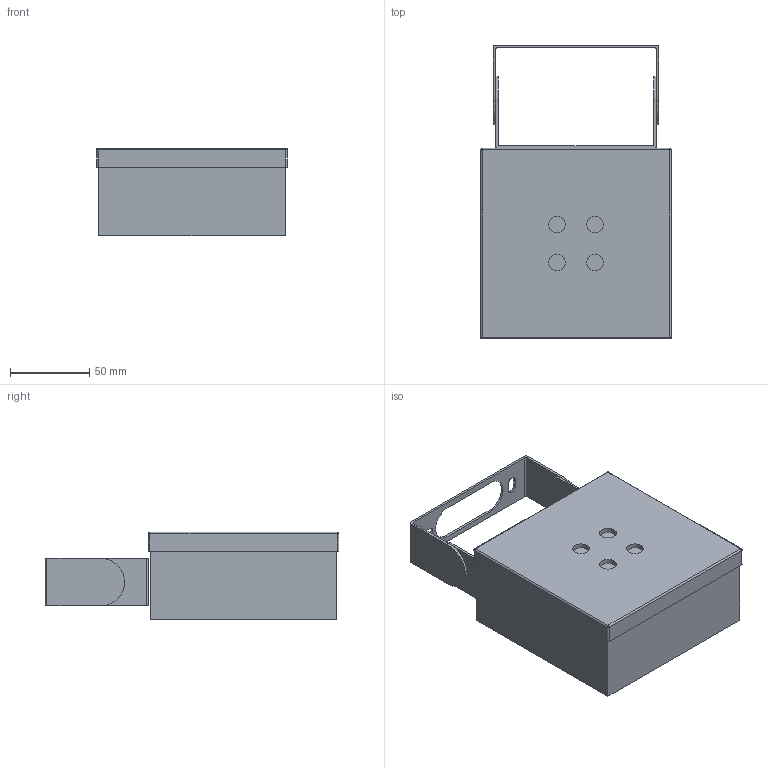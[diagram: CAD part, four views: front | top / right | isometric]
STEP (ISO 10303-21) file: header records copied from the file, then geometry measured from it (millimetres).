
FILE_DESCRIPTION(/* description */ ('Unknown'),/* implementation_level */ '2;1');
FILE_NAME(/* name */ 'SN 8001 WA',/* time_stamp */ '2018-09-21T09:01:34+02:00',/* author */ ('Unknown'),/* organization */ ('Unknown'),/* preprocessor_version */ 'ST-DEVELOPER v16.7',/* originating_system */ 'DEX',/* authorisation */ $);
FILE_SCHEMA (('AUTOMOTIVE_DESIGN {1 0 10303 214 3 1 1}'));
Length unit declared in the file: millimetre
Products named in the file (1): SN 8001 D
Bounding box: 120 x 185 x 55.21 mm (x, y, z)
Volume: 780100.5 mm3; surface area: 73530.2 mm2
Topology: 2 solids, 2 shells, 71 faces, 172 edges, 104 vertices
Faces by surface type: plane 37, cylinder 30, sphere 4
Full cylindrical faces by diameter (mm): 10.5 x4
Entity records: 2061 total; most frequent: DIRECTION 368, CARTESIAN_POINT 340, ORIENTED_EDGE 328, EDGE_CURVE 164, AXIS2_PLACEMENT_3D 132, VERTEX_POINT 104, LINE 104, VECTOR 104
